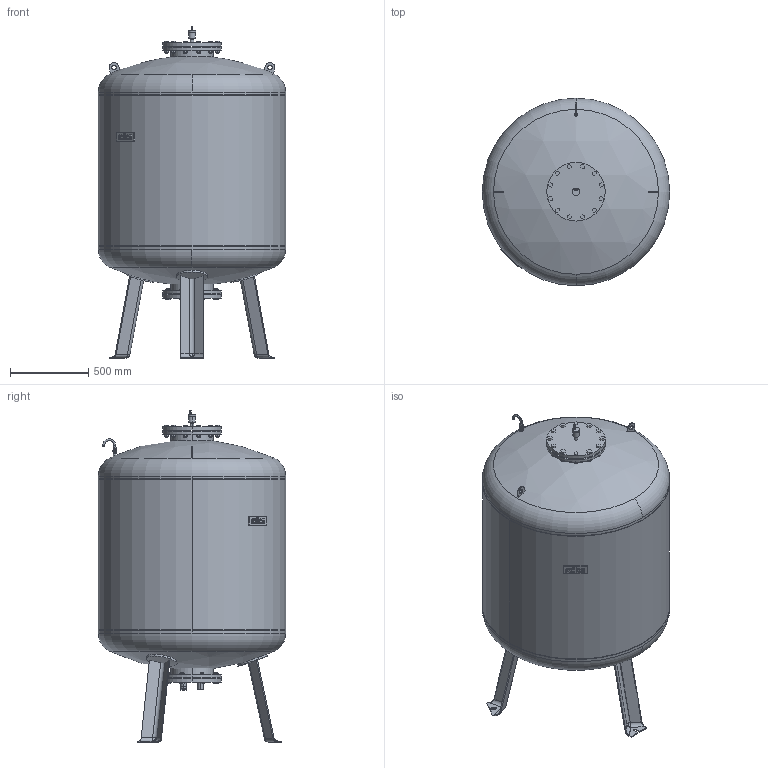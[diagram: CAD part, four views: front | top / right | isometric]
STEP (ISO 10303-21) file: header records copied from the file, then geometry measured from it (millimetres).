
FILE_DESCRIPTION((''),'2;1');
FILE_NAME('3d_VF1500-6610905.stp','2009-12-30T07:53:02',(''),(''),'Mechanical Desktop 2008','Mechanical Desktop 2008',', , ');
FILE_SCHEMA(('CONFIG_CONTROL_DESIGN'));
Length unit declared in the file: millimetre
Products named in the file (1): Product
Bounding box: 1200 x 1200 x 2127 mm (x, y, z)
Volume: 1506082552.9 mm3; surface area: 13085493.9 mm2
Topology: 27 solids, 28 shells, 784 faces, 1836 edges, 1190 vertices
Faces by surface type: plane 493, cylinder 202, cone 56, bspline 16, sphere 11, torus 6
Entity records: 22746 total; most frequent: CARTESIAN_POINT 4258, DIRECTION 3888, ORIENTED_EDGE 3648, EDGE_CURVE 1824, AXIS2_PLACEMENT_3D 1303, VECTOR 1282, LINE 1282, VERTEX_POINT 1190
